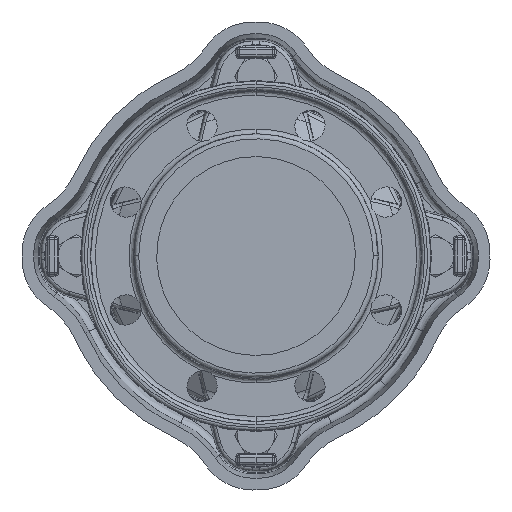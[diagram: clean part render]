
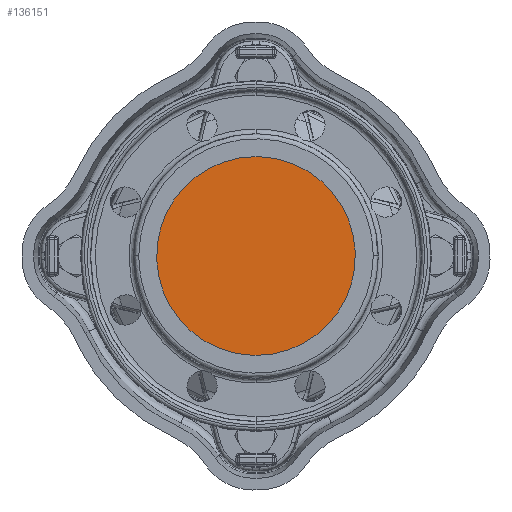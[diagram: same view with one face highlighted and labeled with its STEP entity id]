
A CAD part, left-side view. The second image highlights one B-rep face of the part: STEP entity #136151.
In plain terms, the highlighted planar face has unit normal (-1, 0, 0).
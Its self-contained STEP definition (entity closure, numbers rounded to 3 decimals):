
#1867 = CARTESIAN_POINT ( 'NONE',  ( 2.791, -20.906, 61.569 ) ) ;
#2186 = CARTESIAN_POINT ( 'NONE',  ( 2.791, 0., 64.883 ) ) ;
#18705 = CARTESIAN_POINT ( 'NONE',  ( 2.791, 58.319, -28.753 ) ) ;
#27029 = CARTESIAN_POINT ( 'NONE',  ( 2.791, -64.465, 8.493 ) ) ;
#38767 = CARTESIAN_POINT ( 'NONE',  ( 2.791, 16.823, -62.808 ) ) ;
#39817 = CARTESIAN_POINT ( 'NONE',  ( 2.791, 20.906, -61.569 ) ) ;
#41871 = AXIS2_PLACEMENT_3D ( 'NONE', #207905, #232208, #233263 ) ;
#41891 = CARTESIAN_POINT ( 'NONE',  ( 2.791, 0., -64.883 ) ) ;
#42912 = CARTESIAN_POINT ( 'NONE',  ( 2.791, 62.808, -16.823 ) ) ;
#44980 = CARTESIAN_POINT ( 'NONE',  ( 2.791, 48.882, 42.877 ) ) ;
#46010 = CARTESIAN_POINT ( 'NONE',  ( 2.791, 42.877, 48.882 ) ) ;
#47121 = CARTESIAN_POINT ( 'NONE',  ( 2.791, -28.753, 58.319 ) ) ;
#48152 = CARTESIAN_POINT ( 'NONE',  ( 2.791, -4.247, 64.883 ) ) ;
#48539 = VERTEX_POINT ( 'NONE', #280591 ) ;
#49200 = CARTESIAN_POINT ( 'NONE',  ( 2.791, -51.589, 39.578 ) ) ;
#51251 = CARTESIAN_POINT ( 'NONE',  ( 2.791, -42.877, 48.882 ) ) ;
#51812 = EDGE_LOOP ( 'NONE', ( #129924, #268917 ) ) ;
#54373 = CARTESIAN_POINT ( 'NONE',  ( 2.791, -4.247, -64.883 ) ) ;
#62482 = EDGE_CURVE ( 'NONE', #48539, #263968, #217708, .T. ) ;
#66069 = CARTESIAN_POINT ( 'NONE',  ( 2.791, 28.753, -58.319 ) ) ;
#67094 = CARTESIAN_POINT ( 'NONE',  ( 2.791, 64.883, -4.247 ) ) ;
#71253 = CARTESIAN_POINT ( 'NONE',  ( 2.791, 39.578, 51.589 ) ) ;
#73368 = CARTESIAN_POINT ( 'NONE',  ( 2.791, -16.823, 62.808 ) ) ;
#88201 = CARTESIAN_POINT ( 'NONE',  ( 2.791, 48.882, -42.877 ) ) ;
#94456 = CARTESIAN_POINT ( 'NONE',  ( 2.791, 4.247, 64.883 ) ) ;
#94518 = CARTESIAN_POINT ( 'NONE',  ( 2.791, -32.516, 56.308 ) ) ;
#95545 = CARTESIAN_POINT ( 'NONE',  ( 2.791, -62.808, 16.823 ) ) ;
#96571 = CARTESIAN_POINT ( 'NONE',  ( 2.791, -64.883, 4.247 ) ) ;
#98663 = CARTESIAN_POINT ( 'NONE',  ( 2.791, -8.493, 64.465 ) ) ;
#113281 = PLANE ( 'NONE',  #41871 ) ;
#116569 = CARTESIAN_POINT ( 'NONE',  ( 2.791, 16.823, 62.808 ) ) ;
#117603 = CARTESIAN_POINT ( 'NONE',  ( 2.791, 28.753, 58.319 ) ) ;
#118702 = CARTESIAN_POINT ( 'NONE',  ( 2.791, -56.308, -32.516 ) ) ;
#120784 = CARTESIAN_POINT ( 'NONE',  ( 2.791, -58.319, -28.753 ) ) ;
#126997 = CARTESIAN_POINT ( 'NONE',  ( 2.791, -16.823, -62.808 ) ) ;
#129924 = ORIENTED_EDGE ( 'NONE', *, *, #148314, .F. ) ;
#134553 = CARTESIAN_POINT ( 'NONE',  ( 2.791, 61.569, 20.906 ) ) ;
#136151 = ADVANCED_FACE ( 'NONE', ( #252372 ), #113281, .T. ) ;
#139739 = CARTESIAN_POINT ( 'NONE',  ( 2.791, 20.906, 61.569 ) ) ;
#142879 = CARTESIAN_POINT ( 'NONE',  ( 2.791, -48.882, -42.877 ) ) ;
#143896 = CARTESIAN_POINT ( 'NONE',  ( 2.791, 0., 64.883 ) ) ;
#147029 = CARTESIAN_POINT ( 'NONE',  ( 2.791, -61.569, 20.906 ) ) ;
#148314 = EDGE_CURVE ( 'NONE', #263968, #48539, #162541, .T. ) ;
#159784 = CARTESIAN_POINT ( 'NONE',  ( 2.791, 56.308, -32.516 ) ) ;
#162541 = B_SPLINE_CURVE_WITH_KNOTS ( 'NONE', 3,
 ( #143896, #48152, #98663, #73368, #1867, #47121, #94518, #192253, #51251, #167064, #49200, #264931, #266969, #147029, #95545, #27029, #96571, #219566, #216453, #241752, #262878, #120784, #118702, #286997, #142879, #311155, #191219, #289070, #222706, #246956, #126997, #223751, #54373, #270079 ),
 .UNSPECIFIED., .F., .F.,
 ( 4, 2, 2, 2, 2, 2, 2, 2, 2, 2, 2, 2, 2, 2, 2, 2, 4 ),
 ( 0., 0.063, 0.125, 0.188, 0.25, 0.313, 0.375, 0.438, 0.5, 0.563, 0.625, 0.688, 0.75, 0.813, 0.875, 0.938, 1. ),
 .UNSPECIFIED. ) ;
#167064 = CARTESIAN_POINT ( 'NONE',  ( 2.791, -48.882, 42.877 ) ) ;
#182924 = CARTESIAN_POINT ( 'NONE',  ( 2.791, 56.308, 32.516 ) ) ;
#187023 = CARTESIAN_POINT ( 'NONE',  ( 2.791, 61.569, -20.906 ) ) ;
#191219 = CARTESIAN_POINT ( 'NONE',  ( 2.791, -39.578, -51.589 ) ) ;
#192253 = CARTESIAN_POINT ( 'NONE',  ( 2.791, -39.578, 51.589 ) ) ;
#207066 = CARTESIAN_POINT ( 'NONE',  ( 2.791, 64.883, 4.247 ) ) ;
#207905 = CARTESIAN_POINT ( 'NONE',  ( 2.791, -65.662, -65.662 ) ) ;
#210183 = CARTESIAN_POINT ( 'NONE',  ( 2.791, 4.247, -64.883 ) ) ;
#211221 = CARTESIAN_POINT ( 'NONE',  ( 2.791, 64.465, -8.493 ) ) ;
#216453 = CARTESIAN_POINT ( 'NONE',  ( 2.791, -64.465, -8.493 ) ) ;
#217708 = B_SPLINE_CURVE_WITH_KNOTS ( 'NONE', 3,
 ( #41891, #210183, #231334, #38767, #39817, #66069, #279711, #234459, #282851, #88201, #306980, #159784, #18705, #187023, #42912, #211221, #67094, #207066, #235490, #278672, #134553, #302821, #182924, #256631, #44980, #46010, #71253, #263835, #117603, #139739, #116569, #236523, #94456, #287986 ),
 .UNSPECIFIED., .F., .F.,
 ( 4, 2, 2, 2, 2, 2, 2, 2, 2, 2, 2, 2, 2, 2, 2, 2, 4 ),
 ( 0., 0.062, 0.125, 0.187, 0.25, 0.312, 0.375, 0.437, 0.5, 0.562, 0.625, 0.687, 0.75, 0.812, 0.875, 0.937, 1. ),
 .UNSPECIFIED. ) ;
#219566 = CARTESIAN_POINT ( 'NONE',  ( 2.791, -64.883, -4.247 ) ) ;
#222706 = CARTESIAN_POINT ( 'NONE',  ( 2.791, -28.753, -58.319 ) ) ;
#223751 = CARTESIAN_POINT ( 'NONE',  ( 2.791, -8.493, -64.465 ) ) ;
#231334 = CARTESIAN_POINT ( 'NONE',  ( 2.791, 8.493, -64.465 ) ) ;
#232208 = DIRECTION ( 'NONE',  ( -1., 0., 0. ) ) ;
#233263 = DIRECTION ( 'NONE',  ( 0., 0., 1. ) ) ;
#234459 = CARTESIAN_POINT ( 'NONE',  ( 2.791, 39.578, -51.589 ) ) ;
#235490 = CARTESIAN_POINT ( 'NONE',  ( 2.791, 64.465, 8.493 ) ) ;
#236523 = CARTESIAN_POINT ( 'NONE',  ( 2.791, 8.493, 64.465 ) ) ;
#241752 = CARTESIAN_POINT ( 'NONE',  ( 2.791, -62.808, -16.823 ) ) ;
#246956 = CARTESIAN_POINT ( 'NONE',  ( 2.791, -20.906, -61.569 ) ) ;
#252372 = FACE_OUTER_BOUND ( 'NONE', #51812, .T. ) ;
#256631 = CARTESIAN_POINT ( 'NONE',  ( 2.791, 51.589, 39.578 ) ) ;
#262878 = CARTESIAN_POINT ( 'NONE',  ( 2.791, -61.569, -20.906 ) ) ;
#263835 = CARTESIAN_POINT ( 'NONE',  ( 2.791, 32.516, 56.308 ) ) ;
#263968 = VERTEX_POINT ( 'NONE', #2186 ) ;
#264931 = CARTESIAN_POINT ( 'NONE',  ( 2.791, -56.308, 32.516 ) ) ;
#266969 = CARTESIAN_POINT ( 'NONE',  ( 2.791, -58.319, 28.753 ) ) ;
#268917 = ORIENTED_EDGE ( 'NONE', *, *, #62482, .F. ) ;
#270079 = CARTESIAN_POINT ( 'NONE',  ( 2.791, 0., -64.883 ) ) ;
#278672 = CARTESIAN_POINT ( 'NONE',  ( 2.791, 62.808, 16.823 ) ) ;
#279711 = CARTESIAN_POINT ( 'NONE',  ( 2.791, 32.516, -56.308 ) ) ;
#280591 = CARTESIAN_POINT ( 'NONE',  ( 2.791, 0., -64.883 ) ) ;
#282851 = CARTESIAN_POINT ( 'NONE',  ( 2.791, 42.877, -48.882 ) ) ;
#286997 = CARTESIAN_POINT ( 'NONE',  ( 2.791, -51.589, -39.578 ) ) ;
#287986 = CARTESIAN_POINT ( 'NONE',  ( 2.791, 0., 64.883 ) ) ;
#289070 = CARTESIAN_POINT ( 'NONE',  ( 2.791, -32.516, -56.308 ) ) ;
#302821 = CARTESIAN_POINT ( 'NONE',  ( 2.791, 58.319, 28.753 ) ) ;
#306980 = CARTESIAN_POINT ( 'NONE',  ( 2.791, 51.589, -39.578 ) ) ;
#311155 = CARTESIAN_POINT ( 'NONE',  ( 2.791, -42.877, -48.882 ) ) ;
